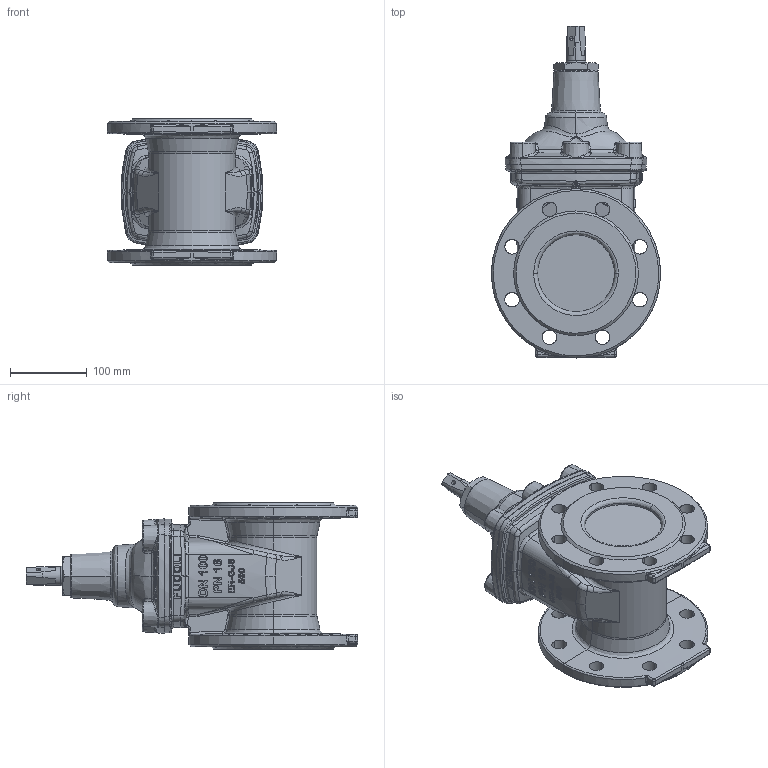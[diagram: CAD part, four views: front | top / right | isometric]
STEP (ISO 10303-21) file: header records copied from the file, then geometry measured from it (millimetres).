
FILE_DESCRIPTION (( 'STEP AP214' ), '1' );
FILE_NAME ('VCE FL S14 DN100 PN16_Mod 3000.STEP', '2014-09-29T14:40:27', ( '' ), ( '' ), 'SwSTEP 2.0', 'SolidWorks 2014', '' );
FILE_SCHEMA (( 'AUTOMOTIVE_DESIGN' ));
Length unit declared in the file: millimetre
Products named in the file (1): VCE FL S14 DN100 PN16_Mod 3000
Bounding box: 220 x 431.75 x 190 mm (x, y, z)
Volume: 5437944.6 mm3; surface area: 343377.6 mm2
Topology: 1 solids, 1 shells, 1764 faces, 4744 edges, 3020 vertices
Faces by surface type: bspline 1139, plane 283, cylinder 222, cone 117, torus 3
Entity records: 224350 total; most frequent: CARTESIAN_POINT 181090, ORIENTED_EDGE 9418, EDGE_CURVE 4709, B_SPLINE_CURVE_WITH_KNOTS 3293, VERTEX_POINT 3020, DIRECTION 2992, EDGE_LOOP 1877, ADVANCED_FACE 1764
